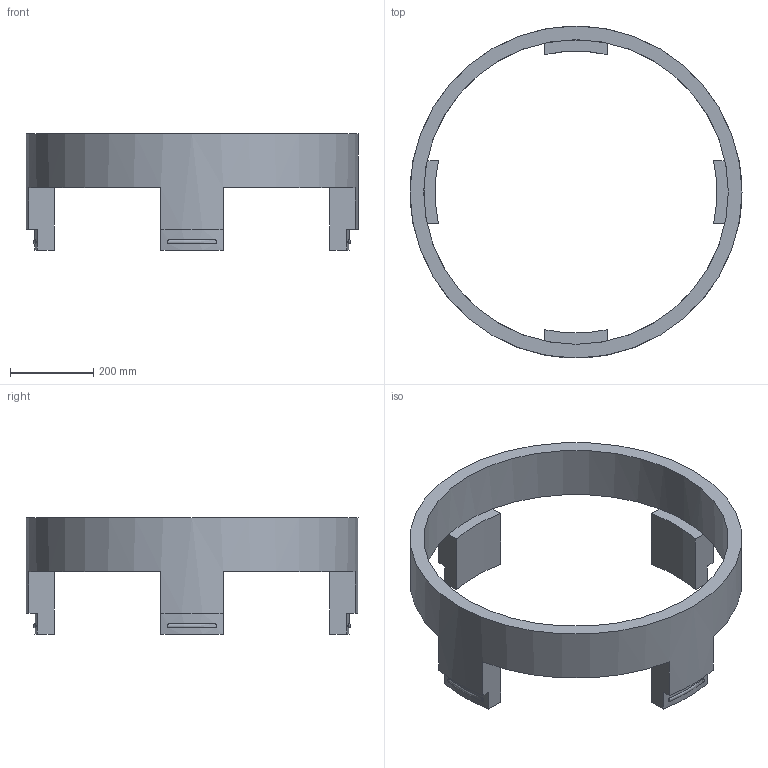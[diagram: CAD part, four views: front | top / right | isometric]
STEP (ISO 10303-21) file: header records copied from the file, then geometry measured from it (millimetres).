
FILE_DESCRIPTION(/* description */ (''),/* implementation_level */ '2;1');
FILE_NAME(/* name */ '19098.000X_3D.stp',/* time_stamp */ '2024-12-12T07:53:05+01:00',/* author */ ('CAD'),/* organization */ (''),/* preprocessor_version */ 'ST-DEVELOPER v20',/* originating_system */ 'AutoCAD Mechanical',/* authorisation */ '');
FILE_SCHEMA (('AUTOMOTIVE_DESIGN { 1 0 10303 214 3 1 1 }'));
Length unit declared in the file: centimetre
Products named in the file (2): Product; *S0
Assembly tree (1 placements, depth 2):
  Product
    *S0
Bounding box: 800 x 800 x 280 mm (x, y, z)
Volume: 15177927.6 mm3; surface area: 1065477.9 mm2
Topology: 1 solids, 1 shells, 47 faces, 118 edges, 76 vertices
Faces by surface type: plane 25, cylinder 18, torus 4
Full cylindrical faces by diameter (mm): 734 x1, 800 x1
Entity records: 1751 total; most frequent: CARTESIAN_POINT 568, DIRECTION 246, ORIENTED_EDGE 236, EDGE_CURVE 118, AXIS2_PLACEMENT_3D 94, VERTEX_POINT 76, LINE 58, VECTOR 58
